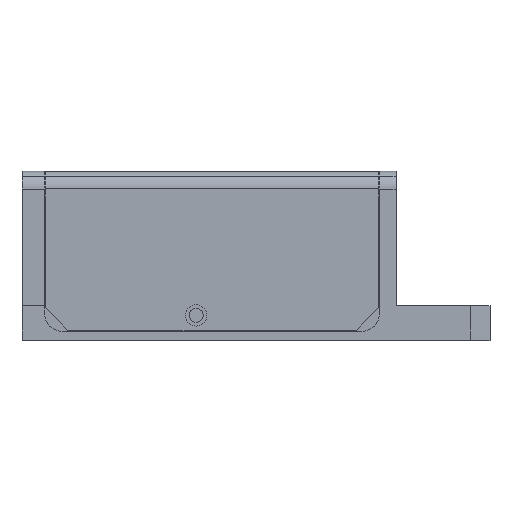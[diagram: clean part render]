
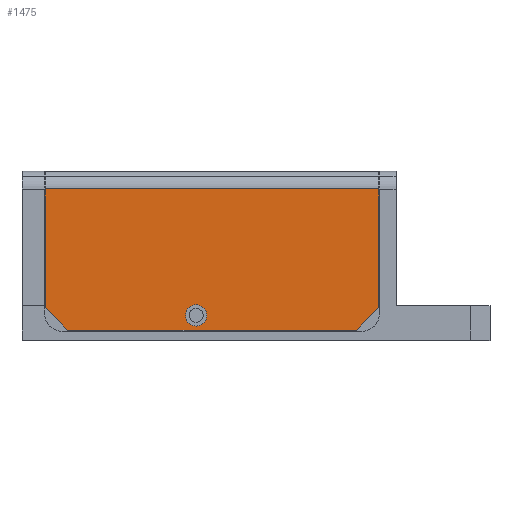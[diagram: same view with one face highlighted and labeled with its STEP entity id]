
A CAD part, top view. The second image highlights one B-rep face of the part: STEP entity #1475.
In plain terms, the highlighted planar face has unit normal (0, 0, 1).
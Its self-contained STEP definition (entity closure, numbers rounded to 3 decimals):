
#5 = EDGE_CURVE ( 'NONE', #5244, #2540, #652, .T. ) ;
#65 = ORIENTED_EDGE ( 'NONE', *, *, #4345, .F. ) ;
#99 = CARTESIAN_POINT ( 'NONE',  ( 470.605, 48.002, -113.104 ) ) ;
#121 = CARTESIAN_POINT ( 'NONE',  ( 486.54, 37.994, -113.104 ) ) ;
#137 = CIRCLE ( 'NONE', #5215, 1.9 ) ;
#157 = ORIENTED_EDGE ( 'NONE', *, *, #7114, .T. ) ;
#652 = LINE ( 'NONE', #3672, #6999 ) ;
#1042 = VERTEX_POINT ( 'NONE', #4969 ) ;
#1218 = FACE_BOUND ( 'NONE', #5428, .T. ) ;
#1456 = CARTESIAN_POINT ( 'NONE',  ( 452.082, 36.617, -113.104 ) ) ;
#1475 = ADVANCED_FACE ( 'NONE', ( #1218, #3642 ), #7391, .T. ) ;
#1531 = EDGE_CURVE ( 'NONE', #1042, #2767, #3304, .T. ) ;
#1648 = CARTESIAN_POINT ( 'NONE',  ( 453.982, 36.617, -113.104 ) ) ;
#2072 = AXIS2_PLACEMENT_3D ( 'NONE', #99, #3051, #4916 ) ;
#2236 = LINE ( 'NONE', #7649, #5057 ) ;
#2252 = DIRECTION ( 'NONE',  ( 0., -1., 0. ) ) ;
#2352 = EDGE_CURVE ( 'NONE', #2767, #1042, #137, .T. ) ;
#2428 = AXIS2_PLACEMENT_3D ( 'NONE', #1648, #5906, #5180 ) ;
#2445 = CARTESIAN_POINT ( 'NONE',  ( 486.54, 59.157, -113.104 ) ) ;
#2540 = VERTEX_POINT ( 'NONE', #3572 ) ;
#2570 = LINE ( 'NONE', #3239, #4868 ) ;
#2656 = ORIENTED_EDGE ( 'NONE', *, *, #2352, .T. ) ;
#2686 = CARTESIAN_POINT ( 'NONE',  ( 427.106, 37.994, -113.104 ) ) ;
#2767 = VERTEX_POINT ( 'NONE', #1456 ) ;
#2850 = DIRECTION ( 'NONE',  ( 1., 0., 0. ) ) ;
#3002 = DIRECTION ( 'NONE',  ( 1., 0., 0. ) ) ;
#3006 = VERTEX_POINT ( 'NONE', #2445 ) ;
#3051 = DIRECTION ( 'NONE',  ( 0., 0., 1. ) ) ;
#3239 = CARTESIAN_POINT ( 'NONE',  ( 491.02, 42.473, -113.104 ) ) ;
#3253 = ORIENTED_EDGE ( 'NONE', *, *, #7809, .F. ) ;
#3304 = CIRCLE ( 'NONE', #2428, 1.9 ) ;
#3448 = CARTESIAN_POINT ( 'NONE',  ( 453.982, 36.617, -113.104 ) ) ;
#3550 = DIRECTION ( 'NONE',  ( 0., -1., 0. ) ) ;
#3572 = CARTESIAN_POINT ( 'NONE',  ( 482.54, 33.994, -113.104 ) ) ;
#3597 = VECTOR ( 'NONE', #3994, 1000. ) ;
#3642 = FACE_OUTER_BOUND ( 'NONE', #6002, .T. ) ;
#3672 = CARTESIAN_POINT ( 'NONE',  ( 445.382, 33.994, -113.104 ) ) ;
#3856 = CARTESIAN_POINT ( 'NONE',  ( 431.106, 33.994, -113.104 ) ) ;
#3912 = CARTESIAN_POINT ( 'NONE',  ( 490.354, 59.157, -113.104 ) ) ;
#3994 = DIRECTION ( 'NONE',  ( 1., 0., 0. ) ) ;
#4130 = LINE ( 'NONE', #6636, #4410 ) ;
#4147 = CARTESIAN_POINT ( 'NONE',  ( 486.54, 62.513, -113.104 ) ) ;
#4345 = EDGE_CURVE ( 'NONE', #5152, #2540, #2570, .T. ) ;
#4402 = EDGE_CURVE ( 'NONE', #6137, #3006, #5186, .T. ) ;
#4410 = VECTOR ( 'NONE', #2252, 1000. ) ;
#4448 = ORIENTED_EDGE ( 'NONE', *, *, #1531, .T. ) ;
#4744 = LINE ( 'NONE', #4147, #4814 ) ;
#4814 = VECTOR ( 'NONE', #3550, 1000. ) ;
#4868 = VECTOR ( 'NONE', #7385, 1000. ) ;
#4916 = DIRECTION ( 'NONE',  ( 1., 0., 0. ) ) ;
#4969 = CARTESIAN_POINT ( 'NONE',  ( 455.882, 36.617, -113.104 ) ) ;
#5057 = VECTOR ( 'NONE', #5181, 1000. ) ;
#5086 = ORIENTED_EDGE ( 'NONE', *, *, #6243, .F. ) ;
#5152 = VERTEX_POINT ( 'NONE', #121 ) ;
#5180 = DIRECTION ( 'NONE',  ( 1., 0., 0. ) ) ;
#5181 = DIRECTION ( 'NONE',  ( -0.707, 0.707, 0. ) ) ;
#5186 = LINE ( 'NONE', #3912, #3597 ) ;
#5215 = AXIS2_PLACEMENT_3D ( 'NONE', #3448, #5279, #2850 ) ;
#5244 = VERTEX_POINT ( 'NONE', #3856 ) ;
#5279 = DIRECTION ( 'NONE',  ( 0., 0., -1. ) ) ;
#5428 = EDGE_LOOP ( 'NONE', ( #4448, #2656 ) ) ;
#5604 = VERTEX_POINT ( 'NONE', #2686 ) ;
#5906 = DIRECTION ( 'NONE',  ( 0., 0., -1. ) ) ;
#6002 = EDGE_LOOP ( 'NONE', ( #6345, #157, #3253, #6352, #65, #5086 ) ) ;
#6137 = VERTEX_POINT ( 'NONE', #7249 ) ;
#6243 = EDGE_CURVE ( 'NONE', #3006, #5152, #4744, .T. ) ;
#6345 = ORIENTED_EDGE ( 'NONE', *, *, #4402, .F. ) ;
#6352 = ORIENTED_EDGE ( 'NONE', *, *, #5, .T. ) ;
#6636 = CARTESIAN_POINT ( 'NONE',  ( 427.106, 62.011, -113.104 ) ) ;
#6999 = VECTOR ( 'NONE', #3002, 1000. ) ;
#7114 = EDGE_CURVE ( 'NONE', #6137, #5604, #4130, .T. ) ;
#7249 = CARTESIAN_POINT ( 'NONE',  ( 427.106, 59.157, -113.104 ) ) ;
#7385 = DIRECTION ( 'NONE',  ( -0.707, -0.707, 0. ) ) ;
#7391 = PLANE ( 'NONE',  #2072 ) ;
#7649 = CARTESIAN_POINT ( 'NONE',  ( 443.376, 21.724, -113.104 ) ) ;
#7809 = EDGE_CURVE ( 'NONE', #5244, #5604, #2236, .T. ) ;
